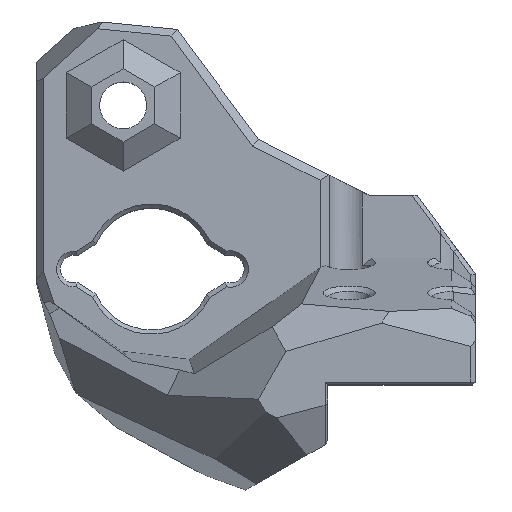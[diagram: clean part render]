
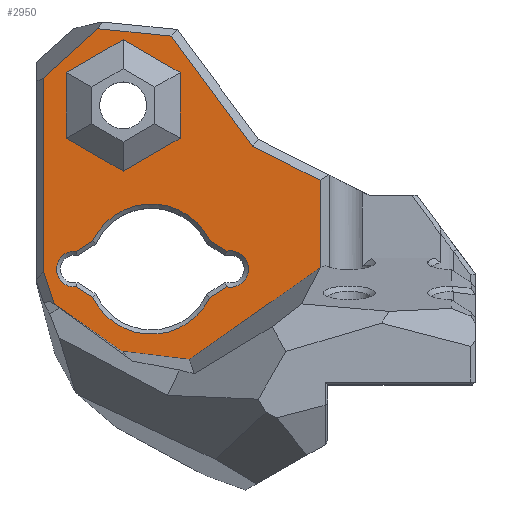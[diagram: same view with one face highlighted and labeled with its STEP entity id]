
A CAD part, top view. The second image highlights one B-rep face of the part: STEP entity #2950.
In plain terms, the highlighted planar face has unit normal (0, 0, 1).
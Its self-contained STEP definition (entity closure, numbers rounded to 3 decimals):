
#82=FACE_BOUND('',#397,.T.);
#83=FACE_BOUND('',#398,.T.);
#100=PLANE('',#3135);
#229=FACE_OUTER_BOUND('',#396,.T.);
#396=EDGE_LOOP('',(#2069,#2070,#2071,#2072,#2073,#2074,#2075,#2076,#2077,
#2078,#2079));
#397=EDGE_LOOP('',(#2080,#2081,#2082,#2083,#2084,#2085));
#398=EDGE_LOOP('',(#2086,#2087,#2088,#2089,#2090,#2091,#2092,#2093));
#584=LINE('',#4196,#919);
#585=LINE('',#4198,#920);
#586=LINE('',#4200,#921);
#587=LINE('',#4202,#922);
#588=LINE('',#4204,#923);
#589=LINE('',#4206,#924);
#590=LINE('',#4208,#925);
#591=LINE('',#4210,#926);
#592=LINE('',#4212,#927);
#593=LINE('',#4214,#928);
#594=LINE('',#4215,#929);
#595=LINE('',#4218,#930);
#596=LINE('',#4220,#931);
#597=LINE('',#4222,#932);
#598=LINE('',#4224,#933);
#599=LINE('',#4226,#934);
#600=LINE('',#4227,#935);
#601=LINE('',#4230,#936);
#602=LINE('',#4234,#937);
#603=LINE('',#4238,#938);
#604=LINE('',#4242,#939);
#919=VECTOR('',#3399,10.054);
#920=VECTOR('',#3400,8.687);
#921=VECTOR('',#3401,15.772);
#922=VECTOR('',#3402,8.526);
#923=VECTOR('',#3403,8.44);
#924=VECTOR('',#3404,22.306);
#925=VECTOR('',#3405,3.917);
#926=VECTOR('',#3406,9.505);
#927=VECTOR('',#3407,7.839);
#928=VECTOR('',#3408,18.437);
#929=VECTOR('',#3409,0.032);
#930=VECTOR('',#3410,7.569);
#931=VECTOR('',#3411,7.569);
#932=VECTOR('',#3412,7.569);
#933=VECTOR('',#3413,7.569);
#934=VECTOR('',#3414,7.569);
#935=VECTOR('',#3415,7.569);
#936=VECTOR('',#3416,2.223);
#937=VECTOR('',#3419,2.235);
#938=VECTOR('',#3422,2.235);
#939=VECTOR('',#3425,2.223);
#1261=CIRCLE('',#3136,7.5);
#1262=CIRCLE('',#3137,2.059);
#1263=CIRCLE('',#3138,7.5);
#1264=CIRCLE('',#3139,2.1);
#1333=VERTEX_POINT('',#4194);
#1334=VERTEX_POINT('',#4195);
#1335=VERTEX_POINT('',#4197);
#1336=VERTEX_POINT('',#4199);
#1337=VERTEX_POINT('',#4201);
#1338=VERTEX_POINT('',#4203);
#1339=VERTEX_POINT('',#4205);
#1340=VERTEX_POINT('',#4207);
#1341=VERTEX_POINT('',#4209);
#1342=VERTEX_POINT('',#4211);
#1343=VERTEX_POINT('',#4213);
#1344=VERTEX_POINT('',#4216);
#1345=VERTEX_POINT('',#4217);
#1346=VERTEX_POINT('',#4219);
#1347=VERTEX_POINT('',#4221);
#1348=VERTEX_POINT('',#4223);
#1349=VERTEX_POINT('',#4225);
#1350=VERTEX_POINT('',#4228);
#1351=VERTEX_POINT('',#4229);
#1352=VERTEX_POINT('',#4231);
#1353=VERTEX_POINT('',#4233);
#1354=VERTEX_POINT('',#4235);
#1355=VERTEX_POINT('',#4237);
#1356=VERTEX_POINT('',#4239);
#1357=VERTEX_POINT('',#4241);
#1621=EDGE_CURVE('',#1333,#1334,#584,.T.);
#1622=EDGE_CURVE('',#1333,#1335,#585,.T.);
#1623=EDGE_CURVE('',#1335,#1336,#586,.T.);
#1624=EDGE_CURVE('',#1336,#1337,#587,.T.);
#1625=EDGE_CURVE('',#1337,#1338,#588,.T.);
#1626=EDGE_CURVE('',#1338,#1339,#589,.T.);
#1627=EDGE_CURVE('',#1339,#1340,#590,.T.);
#1628=EDGE_CURVE('',#1340,#1341,#591,.T.);
#1629=EDGE_CURVE('',#1342,#1341,#592,.T.);
#1630=EDGE_CURVE('',#1343,#1342,#593,.T.);
#1631=EDGE_CURVE('',#1343,#1334,#594,.T.);
#1632=EDGE_CURVE('',#1344,#1345,#595,.T.);
#1633=EDGE_CURVE('',#1345,#1346,#596,.T.);
#1634=EDGE_CURVE('',#1346,#1347,#597,.T.);
#1635=EDGE_CURVE('',#1347,#1348,#598,.T.);
#1636=EDGE_CURVE('',#1348,#1349,#599,.T.);
#1637=EDGE_CURVE('',#1349,#1344,#600,.T.);
#1638=EDGE_CURVE('',#1350,#1351,#601,.T.);
#1639=EDGE_CURVE('',#1352,#1350,#1261,.T.);
#1640=EDGE_CURVE('',#1353,#1352,#602,.T.);
#1641=EDGE_CURVE('',#1354,#1353,#1262,.T.);
#1642=EDGE_CURVE('',#1355,#1354,#603,.T.);
#1643=EDGE_CURVE('',#1356,#1355,#1263,.T.);
#1644=EDGE_CURVE('',#1357,#1356,#604,.T.);
#1645=EDGE_CURVE('',#1351,#1357,#1264,.T.);
#2069=ORIENTED_EDGE('',*,*,#1621,.F.);
#2070=ORIENTED_EDGE('',*,*,#1622,.T.);
#2071=ORIENTED_EDGE('',*,*,#1623,.T.);
#2072=ORIENTED_EDGE('',*,*,#1624,.T.);
#2073=ORIENTED_EDGE('',*,*,#1625,.T.);
#2074=ORIENTED_EDGE('',*,*,#1626,.T.);
#2075=ORIENTED_EDGE('',*,*,#1627,.T.);
#2076=ORIENTED_EDGE('',*,*,#1628,.T.);
#2077=ORIENTED_EDGE('',*,*,#1629,.F.);
#2078=ORIENTED_EDGE('',*,*,#1630,.F.);
#2079=ORIENTED_EDGE('',*,*,#1631,.T.);
#2080=ORIENTED_EDGE('',*,*,#1632,.T.);
#2081=ORIENTED_EDGE('',*,*,#1633,.T.);
#2082=ORIENTED_EDGE('',*,*,#1634,.T.);
#2083=ORIENTED_EDGE('',*,*,#1635,.T.);
#2084=ORIENTED_EDGE('',*,*,#1636,.T.);
#2085=ORIENTED_EDGE('',*,*,#1637,.T.);
#2086=ORIENTED_EDGE('',*,*,#1638,.F.);
#2087=ORIENTED_EDGE('',*,*,#1639,.F.);
#2088=ORIENTED_EDGE('',*,*,#1640,.F.);
#2089=ORIENTED_EDGE('',*,*,#1641,.F.);
#2090=ORIENTED_EDGE('',*,*,#1642,.F.);
#2091=ORIENTED_EDGE('',*,*,#1643,.F.);
#2092=ORIENTED_EDGE('',*,*,#1644,.F.);
#2093=ORIENTED_EDGE('',*,*,#1645,.F.);
#2950=ADVANCED_FACE('',(#229,#82,#83),#100,.T.);
#3135=AXIS2_PLACEMENT_3D('',#4193,#3397,#3398);
#3136=AXIS2_PLACEMENT_3D('',#4232,#3417,#3418);
#3137=AXIS2_PLACEMENT_3D('',#4236,#3420,#3421);
#3138=AXIS2_PLACEMENT_3D('',#4240,#3423,#3424);
#3139=AXIS2_PLACEMENT_3D('',#4243,#3426,#3427);
#3397=DIRECTION('center_axis',(0.,0.,1.));
#3398=DIRECTION('ref_axis',(-1.,0.,0.));
#3399=DIRECTION('',(0.,-1.,0.));
#3400=DIRECTION('',(-0.893,0.45,0.));
#3401=DIRECTION('',(-0.594,0.804,0.));
#3402=DIRECTION('',(-0.995,0.099,0.));
#3403=DIRECTION('',(-0.741,-0.672,0.));
#3404=DIRECTION('',(0.,-1.,0.));
#3405=DIRECTION('',(0.316,-0.949,0.));
#3406=DIRECTION('',(0.82,-0.573,0.));
#3407=DIRECTION('',(-0.993,0.122,0.));
#3408=DIRECTION('',(-0.818,-0.575,0.));
#3409=DIRECTION('',(-1.,0.,0.));
#3410=DIRECTION('',(-0.866,-0.5,0.));
#3411=DIRECTION('',(-0.866,0.5,0.));
#3412=DIRECTION('',(0.,1.,0.));
#3413=DIRECTION('',(0.866,0.5,0.));
#3414=DIRECTION('',(0.866,-0.5,0.));
#3415=DIRECTION('',(0.,-1.,0.));
#3416=DIRECTION('',(0.841,0.541,0.));
#3417=DIRECTION('center_axis',(0.,0.,1.));
#3418=DIRECTION('ref_axis',(1.,0.,0.));
#3419=DIRECTION('',(0.841,-0.541,0.));
#3420=DIRECTION('center_axis',(0.,0.,1.));
#3421=DIRECTION('ref_axis',(1.,0.,0.));
#3422=DIRECTION('',(-0.841,-0.541,0.));
#3423=DIRECTION('center_axis',(0.,0.,1.));
#3424=DIRECTION('ref_axis',(1.,0.,0.));
#3425=DIRECTION('',(-0.841,0.541,0.));
#3426=DIRECTION('center_axis',(0.,0.,1.));
#3427=DIRECTION('ref_axis',(1.,0.,0.));
#4193=CARTESIAN_POINT('Origin',(84.334,-85.933,11.75));
#4194=CARTESIAN_POINT('',(98.131,-82.414,11.75));
#4195=CARTESIAN_POINT('',(98.131,-92.468,11.75));
#4196=CARTESIAN_POINT('',(98.131,-82.414,11.75));
#4197=CARTESIAN_POINT('',(90.375,-78.501,11.75));
#4198=CARTESIAN_POINT('',(98.131,-82.414,11.75));
#4199=CARTESIAN_POINT('',(81.003,-65.816,11.75));
#4200=CARTESIAN_POINT('',(90.375,-78.501,11.75));
#4201=CARTESIAN_POINT('',(72.518,-64.973,11.75));
#4202=CARTESIAN_POINT('',(81.003,-65.816,11.75));
#4203=CARTESIAN_POINT('',(66.266,-70.642,11.75));
#4204=CARTESIAN_POINT('',(72.518,-64.973,11.75));
#4205=CARTESIAN_POINT('',(66.266,-92.948,11.75));
#4206=CARTESIAN_POINT('',(66.266,-70.642,11.75));
#4207=CARTESIAN_POINT('',(67.505,-96.665,11.75));
#4208=CARTESIAN_POINT('',(66.266,-92.948,11.75));
#4209=CARTESIAN_POINT('',(75.295,-102.109,11.75));
#4210=CARTESIAN_POINT('',(67.505,-96.665,11.75));
#4211=CARTESIAN_POINT('',(83.076,-103.064,11.75));
#4212=CARTESIAN_POINT('',(83.076,-103.064,11.75));
#4213=CARTESIAN_POINT('',(98.164,-92.468,11.75));
#4214=CARTESIAN_POINT('',(98.164,-92.468,11.75));
#4215=CARTESIAN_POINT('',(98.164,-92.468,11.75));
#4216=CARTESIAN_POINT('',(82.005,-77.585,11.75));
#4217=CARTESIAN_POINT('',(75.45,-81.369,11.75));
#4218=CARTESIAN_POINT('',(82.005,-77.585,11.75));
#4219=CARTESIAN_POINT('',(68.895,-77.585,11.75));
#4220=CARTESIAN_POINT('',(75.45,-81.369,11.75));
#4221=CARTESIAN_POINT('',(68.895,-70.015,11.75));
#4222=CARTESIAN_POINT('',(68.895,-77.585,11.75));
#4223=CARTESIAN_POINT('',(75.45,-66.231,11.75));
#4224=CARTESIAN_POINT('',(68.895,-70.015,11.75));
#4225=CARTESIAN_POINT('',(82.005,-70.015,11.75));
#4226=CARTESIAN_POINT('',(75.45,-66.231,11.75));
#4227=CARTESIAN_POINT('',(82.005,-70.015,11.75));
#4228=CARTESIAN_POINT('',(85.458,-95.901,11.75));
#4229=CARTESIAN_POINT('',(87.328,-94.699,11.75));
#4230=CARTESIAN_POINT('',(85.458,-95.901,11.75));
#4231=CARTESIAN_POINT('',(71.942,-95.901,11.75));
#4232=CARTESIAN_POINT('Origin',(78.7,-92.648,11.75));
#4233=CARTESIAN_POINT('',(70.061,-94.693,11.75));
#4234=CARTESIAN_POINT('',(70.061,-94.693,11.75));
#4235=CARTESIAN_POINT('',(70.061,-90.604,11.75));
#4236=CARTESIAN_POINT('Origin',(69.819,-92.648,11.75));
#4237=CARTESIAN_POINT('',(71.942,-89.396,11.75));
#4238=CARTESIAN_POINT('',(71.942,-89.396,11.75));
#4239=CARTESIAN_POINT('',(85.458,-89.396,11.75));
#4240=CARTESIAN_POINT('Origin',(78.7,-92.648,11.75));
#4241=CARTESIAN_POINT('',(87.328,-90.598,11.75));
#4242=CARTESIAN_POINT('',(87.328,-90.598,11.75));
#4243=CARTESIAN_POINT('Origin',(87.78,-92.648,11.75));
